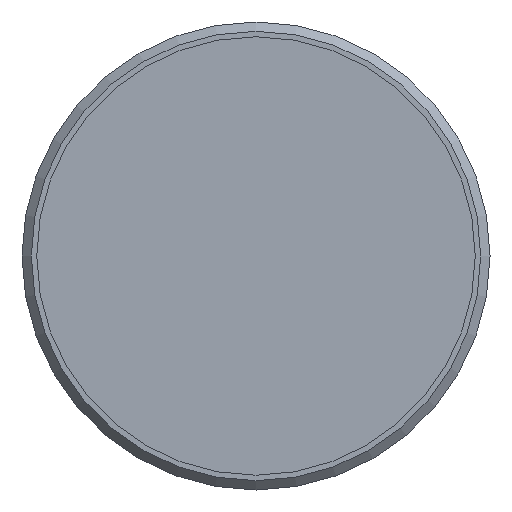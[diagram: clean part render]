
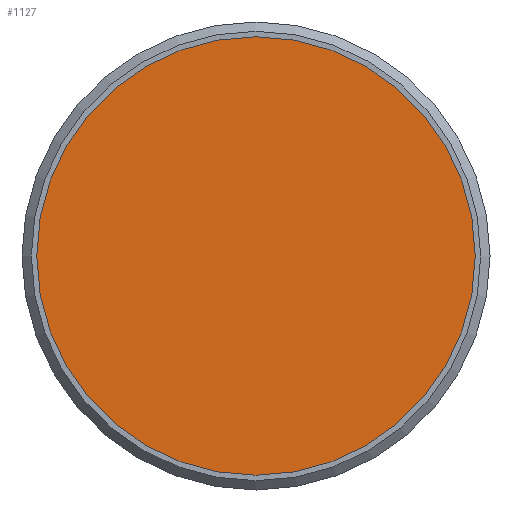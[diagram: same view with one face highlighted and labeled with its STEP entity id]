
A CAD part, front view. The second image highlights one B-rep face of the part: STEP entity #1127.
In plain terms, the highlighted planar face has unit normal (0, -1, 0).
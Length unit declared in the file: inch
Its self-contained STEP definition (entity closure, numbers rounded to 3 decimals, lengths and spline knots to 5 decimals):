
#69 = DIRECTION ( 'NONE',  ( 0., 1., 0. ) ) ;
#83 = EDGE_CURVE ( 'NONE', #856, #856, #1023, .T. ) ;
#158 = DIRECTION ( 'NONE',  ( 0., 0., 1. ) ) ;
#333 = AXIS2_PLACEMENT_3D ( 'NONE', #839, #69, #158 ) ;
#502 = PLANE ( 'NONE',  #333 ) ;
#523 = CARTESIAN_POINT ( 'NONE',  ( 0., -1.11909, 0. ) ) ;
#623 = DIRECTION ( 'NONE',  ( 0., 0., -1. ) ) ;
#633 = AXIS2_PLACEMENT_3D ( 'NONE', #523, #772, #623 ) ;
#755 = CARTESIAN_POINT ( 'NONE',  ( 0., -1.11909, -0.55315 ) ) ;
#772 = DIRECTION ( 'NONE',  ( 0., 1., 0. ) ) ;
#839 = CARTESIAN_POINT ( 'NONE',  ( 0., -1.11909, 0. ) ) ;
#856 = VERTEX_POINT ( 'NONE', #755 ) ;
#940 = FACE_OUTER_BOUND ( 'NONE', #955, .T. ) ;
#955 = EDGE_LOOP ( 'NONE', ( #1077 ) ) ;
#1023 = CIRCLE ( 'NONE', #633, 0.55315 ) ;
#1077 = ORIENTED_EDGE ( 'NONE', *, *, #83, .F. ) ;
#1127 = ADVANCED_FACE ( 'NONE', ( #940 ), #502, .F. ) ;
